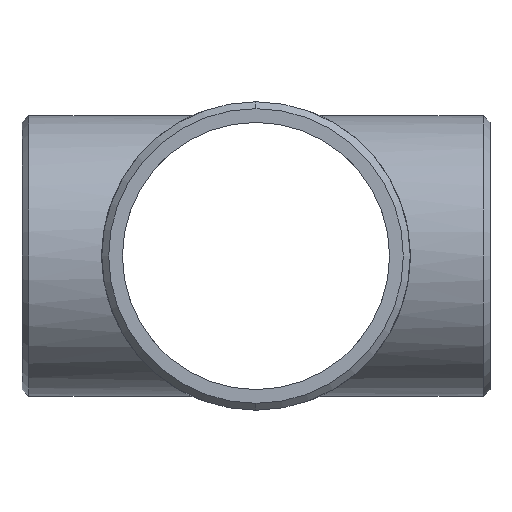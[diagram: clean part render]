
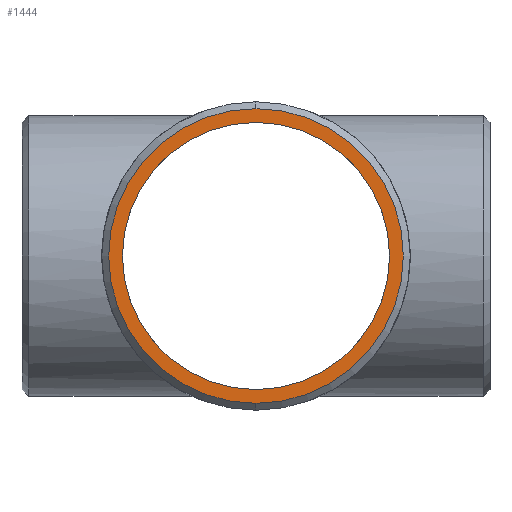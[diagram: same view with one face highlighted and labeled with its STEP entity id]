
A CAD part, left-side view. The second image highlights one B-rep face of the part: STEP entity #1444.
In plain terms, the highlighted planar face has unit normal (-1, 0, 0).
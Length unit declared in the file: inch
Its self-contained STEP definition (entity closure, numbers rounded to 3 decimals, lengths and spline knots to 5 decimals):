
#59 = DIRECTION ( 'NONE',  ( 0., 0., 1. ) ) ;
#84 = VERTEX_POINT ( 'NONE', #1220 ) ;
#95 = DIRECTION ( 'NONE',  ( -1., 0., 0. ) ) ;
#136 = CIRCLE ( 'NONE', #1074, 6.68733 ) ;
#204 = EDGE_CURVE ( 'NONE', #893, #1157, #1141, .T. ) ;
#267 = ORIENTED_EDGE ( 'NONE', *, *, #1158, .T. ) ;
#379 = DIRECTION ( 'NONE',  ( 1., 0., 0. ) ) ;
#392 = FACE_BOUND ( 'NONE', #754, .T. ) ;
#498 = AXIS2_PLACEMENT_3D ( 'NONE', #1237, #95, #1628 ) ;
#532 = CARTESIAN_POINT ( 'NONE',  ( -11., 0., 0. ) ) ;
#537 = EDGE_LOOP ( 'NONE', ( #1503, #267 ) ) ;
#579 = CIRCLE ( 'NONE', #688, 6.062 ) ;
#643 = DIRECTION ( 'NONE',  ( 0., 0., 1. ) ) ;
#676 = VERTEX_POINT ( 'NONE', #868 ) ;
#688 = AXIS2_PLACEMENT_3D ( 'NONE', #1260, #1008, #643 ) ;
#754 = EDGE_LOOP ( 'NONE', ( #938, #930 ) ) ;
#789 = CIRCLE ( 'NONE', #1533, 6.68733 ) ;
#868 = CARTESIAN_POINT ( 'NONE',  ( -11., 0., 6.68733 ) ) ;
#893 = VERTEX_POINT ( 'NONE', #1451 ) ;
#930 = ORIENTED_EDGE ( 'NONE', *, *, #1421, .T. ) ;
#933 = CARTESIAN_POINT ( 'NONE',  ( -11., 0., -6.062 ) ) ;
#938 = ORIENTED_EDGE ( 'NONE', *, *, #204, .T. ) ;
#941 = EDGE_CURVE ( 'NONE', #84, #676, #136, .T. ) ;
#961 = CARTESIAN_POINT ( 'NONE',  ( -11., 0., 0. ) ) ;
#1008 = DIRECTION ( 'NONE',  ( 1., 0., 0. ) ) ;
#1014 = PLANE ( 'NONE',  #498 ) ;
#1074 = AXIS2_PLACEMENT_3D ( 'NONE', #961, #1204, #59 ) ;
#1141 = CIRCLE ( 'NONE', #1345, 6.062 ) ;
#1142 = FACE_OUTER_BOUND ( 'NONE', #537, .T. ) ;
#1143 = DIRECTION ( 'NONE',  ( 0., 0., 1. ) ) ;
#1157 = VERTEX_POINT ( 'NONE', #933 ) ;
#1158 = EDGE_CURVE ( 'NONE', #676, #84, #789, .T. ) ;
#1204 = DIRECTION ( 'NONE',  ( -1., 0., 0. ) ) ;
#1220 = CARTESIAN_POINT ( 'NONE',  ( -11., 0., -6.68733 ) ) ;
#1237 = CARTESIAN_POINT ( 'NONE',  ( -11., 0., 0. ) ) ;
#1260 = CARTESIAN_POINT ( 'NONE',  ( -11., 0., 0. ) ) ;
#1277 = DIRECTION ( 'NONE',  ( 0., 0., 1. ) ) ;
#1345 = AXIS2_PLACEMENT_3D ( 'NONE', #1493, #379, #1143 ) ;
#1421 = EDGE_CURVE ( 'NONE', #1157, #893, #579, .T. ) ;
#1422 = DIRECTION ( 'NONE',  ( -1., 0., 0. ) ) ;
#1444 = ADVANCED_FACE ( 'NONE', ( #1142, #392 ), #1014, .T. ) ;
#1451 = CARTESIAN_POINT ( 'NONE',  ( -11., 0., 6.062 ) ) ;
#1493 = CARTESIAN_POINT ( 'NONE',  ( -11., 0., 0. ) ) ;
#1503 = ORIENTED_EDGE ( 'NONE', *, *, #941, .T. ) ;
#1533 = AXIS2_PLACEMENT_3D ( 'NONE', #532, #1422, #1277 ) ;
#1628 = DIRECTION ( 'NONE',  ( 0., 0., -1. ) ) ;
